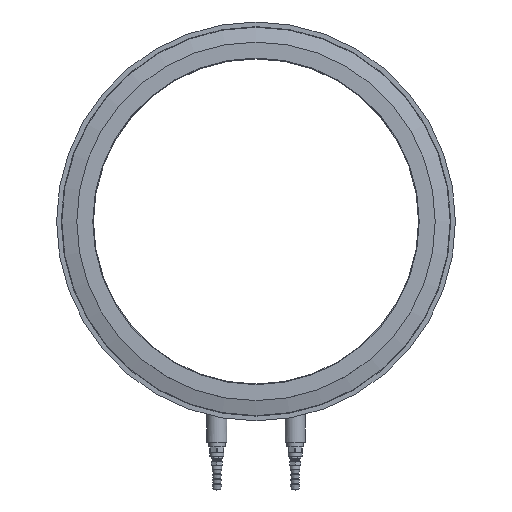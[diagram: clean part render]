
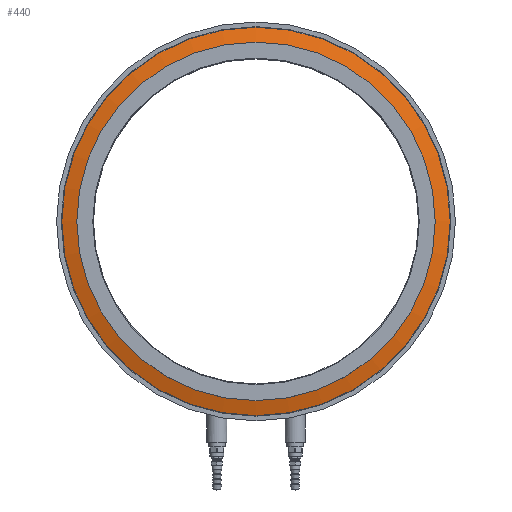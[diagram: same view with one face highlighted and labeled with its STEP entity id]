
A CAD part, top view. The second image highlights one B-rep face of the part: STEP entity #440.
In plain terms, the highlighted conical face has half-angle 75 degrees and reference radius 281.186 mm.
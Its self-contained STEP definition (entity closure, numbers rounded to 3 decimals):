
#440=ADVANCED_FACE('',(#1829,#1831),#1833,.T.);
#1829=FACE_OUTER_BOUND('',#1830,.T.);
#1830=EDGE_LOOP('',(#2986));
#1831=FACE_OUTER_BOUND('',#1832,.T.);
#1832=EDGE_LOOP('',(#2987));
#1833=CONICAL_SURFACE('',#1834,281.186,1.309);
#1834=AXIS2_PLACEMENT_3D('',#1835,#1836,#1837);
#1835=CARTESIAN_POINT('',(0.,0.,124.611));
#1836=DIRECTION('',(0.,0.,-1.));
#1837=DIRECTION('',(-1.,0.,0.));
#2986=ORIENTED_EDGE('',*,*,#3434,.T.);
#2987=ORIENTED_EDGE('',*,*,#3432,.F.);
#3432=EDGE_CURVE('',#3741,#3741,#3742,.T.);
#3434=EDGE_CURVE('',#3745,#3745,#3746,.T.);
#3741=VERTEX_POINT('',#5724);
#3742=CIRCLE('',#5725,264.359);
#3745=VERTEX_POINT('',#5734);
#3746=CIRCLE('',#5735,298.013);
#5724=CARTESIAN_POINT('',(264.359,0.,129.12));
#5725=AXIS2_PLACEMENT_3D('',#5726,#5727,#5728);
#5726=CARTESIAN_POINT('',(0.,0.,129.12));
#5727=DIRECTION('',(0.,0.,1.));
#5728=DIRECTION('',(1.,0.,0.));
#5734=CARTESIAN_POINT('',(298.013,0.,120.102));
#5735=AXIS2_PLACEMENT_3D('',#5736,#5737,#5738);
#5736=CARTESIAN_POINT('',(0.,0.,120.102));
#5737=DIRECTION('',(0.,0.,1.));
#5738=DIRECTION('',(1.,0.,0.));
